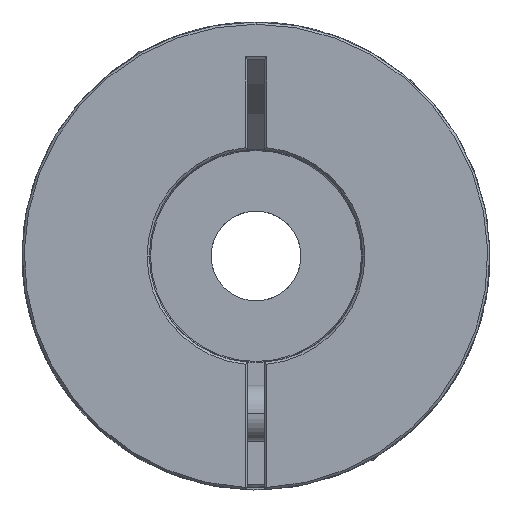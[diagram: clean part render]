
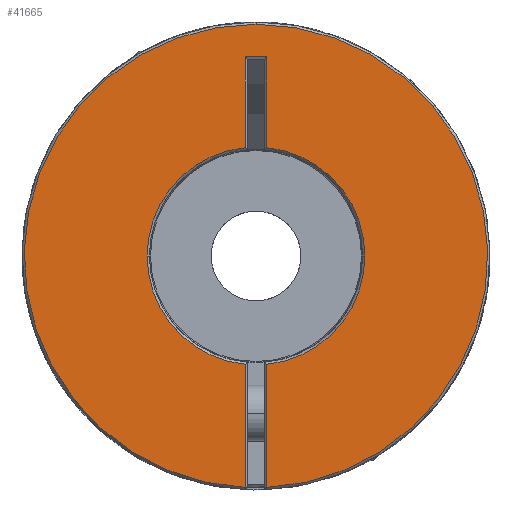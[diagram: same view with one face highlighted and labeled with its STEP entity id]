
A CAD part, front view. The second image highlights one B-rep face of the part: STEP entity #41665.
In plain terms, the highlighted face is planar.
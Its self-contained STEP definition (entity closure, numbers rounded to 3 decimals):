
#40929=CARTESIAN_POINT('',(-20.627,0.951,-0.001));
#40930=VERTEX_POINT('',#40929);
#41078=CARTESIAN_POINT('',(-20.627,-0.951,-0.001));
#41079=VERTEX_POINT('',#41078);
#41162=CARTESIAN_POINT('',(-9.654,0.951,-0.001));
#41163=VERTEX_POINT('',#41162);
#41164=CARTESIAN_POINT('',(-196.845,0.951,-0.001));
#41165=DIRECTION('',(1.,0.,-0.));
#41166=VECTOR('',#41165,109.725);
#41167=LINE('',#41164,#41166);
#41168=EDGE_CURVE('',#40930,#41163,#41167,.T.);
#41193=CARTESIAN_POINT('',(0.,9.701,-0.001));
#41194=VERTEX_POINT('',#41193);
#41203=CARTESIAN_POINT('',(9.654,0.951,-0.001));
#41204=VERTEX_POINT('',#41203);
#41205=CARTESIAN_POINT('',(0.,0.,-0.001));
#41206=DIRECTION('',(-0.,0.,-1.));
#41207=DIRECTION('',(0.,1.,0.));
#41208=AXIS2_PLACEMENT_3D('',#41205,#41206,#41207);
#41209=CIRCLE('',#41208,9.701);
#41210=EDGE_CURVE('',#41194,#41204,#41209,.T.);
#41235=CARTESIAN_POINT('',(17.752,0.951,-0.001));
#41236=VERTEX_POINT('',#41235);
#41237=CARTESIAN_POINT('',(17.752,-0.951,-0.001));
#41238=VERTEX_POINT('',#41237);
#41239=CARTESIAN_POINT('',(17.752,12.887,-0.001));
#41240=DIRECTION('',(-0.,-1.,-0.));
#41241=VECTOR('',#41240,19.023);
#41242=LINE('',#41239,#41241);
#41243=EDGE_CURVE('',#41236,#41238,#41242,.T.);
#41275=CARTESIAN_POINT('',(9.654,-0.951,-0.001));
#41276=VERTEX_POINT('',#41275);
#41277=CARTESIAN_POINT('',(186.943,-0.951,-0.001));
#41278=DIRECTION('',(-1.,-0.,-0.));
#41279=VECTOR('',#41278,80.974);
#41280=LINE('',#41277,#41279);
#41281=EDGE_CURVE('',#41238,#41276,#41280,.T.);
#41324=CARTESIAN_POINT('',(105.969,0.951,-0.001));
#41325=DIRECTION('',(1.,0.,-0.));
#41326=VECTOR('',#41325,80.974);
#41327=LINE('',#41324,#41326);
#41328=EDGE_CURVE('',#41204,#41236,#41327,.T.);
#41346=CARTESIAN_POINT('',(0.,-9.701,-0.001));
#41347=VERTEX_POINT('',#41346);
#41356=CARTESIAN_POINT('',(-9.654,-0.951,-0.001));
#41357=VERTEX_POINT('',#41356);
#41358=CARTESIAN_POINT('',(0.,0.,-0.001));
#41359=DIRECTION('',(-0.,-0.,-1.));
#41360=DIRECTION('',(0.,-1.,0.));
#41361=AXIS2_PLACEMENT_3D('',#41358,#41359,#41360);
#41362=CIRCLE('',#41361,9.701);
#41363=EDGE_CURVE('',#41347,#41357,#41362,.T.);
#41395=CARTESIAN_POINT('',(-96.544,-0.951,-0.001));
#41396=DIRECTION('',(-1.,0.,-0.));
#41397=VECTOR('',#41396,109.725);
#41398=LINE('',#41395,#41397);
#41399=EDGE_CURVE('',#41357,#41079,#41398,.T.);
#41419=CARTESIAN_POINT('',(20.649,-0.,-0.001));
#41420=VERTEX_POINT('',#41419);
#41427=CARTESIAN_POINT('',(0.,0.,-0.001));
#41428=DIRECTION('',(0.,-0.,1.));
#41429=DIRECTION('',(1.,0.,0.));
#41430=AXIS2_PLACEMENT_3D('',#41427,#41428,#41429);
#41431=CIRCLE('',#41430,20.649);
#41432=EDGE_CURVE('',#41420,#40930,#41431,.T.);
#41629=CARTESIAN_POINT('',(0.,0.,-0.001));
#41630=DIRECTION('',(0.,0.,1.));
#41631=DIRECTION('',(1.,0.,0.));
#41632=AXIS2_PLACEMENT_3D('',#41629,#41630,#41631);
#41633=PLANE('',#41632);
#41634=ORIENTED_EDGE('',*,*,#41243,.F.);
#41635=ORIENTED_EDGE('',*,*,#41328,.F.);
#41636=ORIENTED_EDGE('',*,*,#41210,.F.);
#41637=CARTESIAN_POINT('',(0.,0.,-0.001));
#41638=DIRECTION('',(0.,0.,-1.));
#41639=DIRECTION('',(0.,1.,0.));
#41640=AXIS2_PLACEMENT_3D('',#41637,#41638,#41639);
#41641=CIRCLE('',#41640,9.701);
#41642=EDGE_CURVE('',#41163,#41194,#41641,.T.);
#41643=ORIENTED_EDGE('',*,*,#41642,.F.);
#41644=ORIENTED_EDGE('',*,*,#41168,.F.);
#41645=ORIENTED_EDGE('',*,*,#41432,.F.);
#41646=CARTESIAN_POINT('',(0.,0.,-0.001));
#41647=DIRECTION('',(-0.,-0.,1.));
#41648=DIRECTION('',(1.,0.,0.));
#41649=AXIS2_PLACEMENT_3D('',#41646,#41647,#41648);
#41650=CIRCLE('',#41649,20.649);
#41651=EDGE_CURVE('',#41079,#41420,#41650,.T.);
#41652=ORIENTED_EDGE('',*,*,#41651,.F.);
#41653=ORIENTED_EDGE('',*,*,#41399,.F.);
#41654=ORIENTED_EDGE('',*,*,#41363,.F.);
#41655=CARTESIAN_POINT('',(0.,0.,-0.001));
#41656=DIRECTION('',(0.,0.,-1.));
#41657=DIRECTION('',(0.,-1.,0.));
#41658=AXIS2_PLACEMENT_3D('',#41655,#41656,#41657);
#41659=CIRCLE('',#41658,9.701);
#41660=EDGE_CURVE('',#41276,#41347,#41659,.T.);
#41661=ORIENTED_EDGE('',*,*,#41660,.F.);
#41662=ORIENTED_EDGE('',*,*,#41281,.F.);
#41663=EDGE_LOOP('',(#41634,#41635,#41636,#41643,#41644,#41645,#41652,#41653,#41654,#41661,#41662));
#41664=FACE_BOUND('',#41663,.T.);
#41665=ADVANCED_FACE('',(#41664),#41633,.F.);
